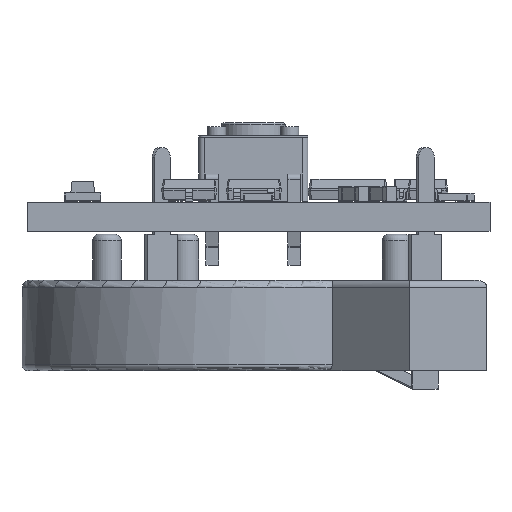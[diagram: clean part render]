
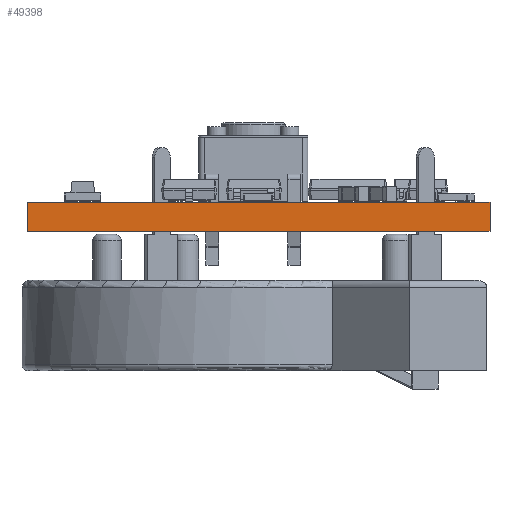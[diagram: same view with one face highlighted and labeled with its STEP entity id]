
A CAD part, left-side view. The second image highlights one B-rep face of the part: STEP entity #49398.
In plain terms, the highlighted planar face has unit normal (-1, 0, 0).
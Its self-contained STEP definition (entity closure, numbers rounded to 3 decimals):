
#49398 = ADVANCED_FACE('',(#49399),#49413,.T.);
#49399 = FACE_BOUND('',#49400,.T.);
#49400 = EDGE_LOOP('',(#49401,#49436,#49464,#49492));
#49401 = ORIENTED_EDGE('',*,*,#49402,.T.);
#49402 = EDGE_CURVE('',#49403,#49405,#49407,.T.);
#49403 = VERTEX_POINT('',#49404);
#49404 = CARTESIAN_POINT('',(127.,-101.6,0.));
#49405 = VERTEX_POINT('',#49406);
#49406 = CARTESIAN_POINT('',(127.,-101.6,1.6));
#49407 = SURFACE_CURVE('',#49408,(#49412,#49424),.PCURVE_S1.);
#49408 = LINE('',#49409,#49410);
#49409 = CARTESIAN_POINT('',(127.,-101.6,0.));
#49410 = VECTOR('',#49411,1.);
#49411 = DIRECTION('',(0.,0.,1.));
#49412 = PCURVE('',#49413,#49418);
#49413 = PLANE('',#49414);
#49414 = AXIS2_PLACEMENT_3D('',#49415,#49416,#49417);
#49415 = CARTESIAN_POINT('',(127.,-101.6,0.));
#49416 = DIRECTION('',(-1.,0.,0.));
#49417 = DIRECTION('',(0.,1.,0.));
#49418 = DEFINITIONAL_REPRESENTATION('',(#49419),#49423);
#49419 = LINE('',#49420,#49421);
#49420 = CARTESIAN_POINT('',(0.,0.));
#49421 = VECTOR('',#49422,1.);
#49422 = DIRECTION('',(0.,-1.));
#49423 = ( GEOMETRIC_REPRESENTATION_CONTEXT(2) 
PARAMETRIC_REPRESENTATION_CONTEXT() REPRESENTATION_CONTEXT('2D SPACE',''
  ) );
#49424 = PCURVE('',#49425,#49430);
#49425 = PLANE('',#49426);
#49426 = AXIS2_PLACEMENT_3D('',#49427,#49428,#49429);
#49427 = CARTESIAN_POINT('',(152.4,-101.6,0.));
#49428 = DIRECTION('',(0.,-1.,0.));
#49429 = DIRECTION('',(-1.,0.,0.));
#49430 = DEFINITIONAL_REPRESENTATION('',(#49431),#49435);
#49431 = LINE('',#49432,#49433);
#49432 = CARTESIAN_POINT('',(25.4,0.));
#49433 = VECTOR('',#49434,1.);
#49434 = DIRECTION('',(0.,-1.));
#49435 = ( GEOMETRIC_REPRESENTATION_CONTEXT(2) 
PARAMETRIC_REPRESENTATION_CONTEXT() REPRESENTATION_CONTEXT('2D SPACE',''
  ) );
#49436 = ORIENTED_EDGE('',*,*,#49437,.T.);
#49437 = EDGE_CURVE('',#49405,#49438,#49440,.T.);
#49438 = VERTEX_POINT('',#49439);
#49439 = CARTESIAN_POINT('',(127.,-76.2,1.6));
#49440 = SURFACE_CURVE('',#49441,(#49445,#49452),.PCURVE_S1.);
#49441 = LINE('',#49442,#49443);
#49442 = CARTESIAN_POINT('',(127.,-101.6,1.6));
#49443 = VECTOR('',#49444,1.);
#49444 = DIRECTION('',(0.,1.,0.));
#49445 = PCURVE('',#49413,#49446);
#49446 = DEFINITIONAL_REPRESENTATION('',(#49447),#49451);
#49447 = LINE('',#49448,#49449);
#49448 = CARTESIAN_POINT('',(0.,-1.6));
#49449 = VECTOR('',#49450,1.);
#49450 = DIRECTION('',(1.,0.));
#49451 = ( GEOMETRIC_REPRESENTATION_CONTEXT(2) 
PARAMETRIC_REPRESENTATION_CONTEXT() REPRESENTATION_CONTEXT('2D SPACE',''
  ) );
#49452 = PCURVE('',#49453,#49458);
#49453 = PLANE('',#49454);
#49454 = AXIS2_PLACEMENT_3D('',#49455,#49456,#49457);
#49455 = CARTESIAN_POINT('',(139.7,-88.9,1.6));
#49456 = DIRECTION('',(0.,0.,-1.));
#49457 = DIRECTION('',(-1.,0.,0.));
#49458 = DEFINITIONAL_REPRESENTATION('',(#49459),#49463);
#49459 = LINE('',#49460,#49461);
#49460 = CARTESIAN_POINT('',(12.7,-12.7));
#49461 = VECTOR('',#49462,1.);
#49462 = DIRECTION('',(0.,1.));
#49463 = ( GEOMETRIC_REPRESENTATION_CONTEXT(2) 
PARAMETRIC_REPRESENTATION_CONTEXT() REPRESENTATION_CONTEXT('2D SPACE',''
  ) );
#49464 = ORIENTED_EDGE('',*,*,#49465,.F.);
#49465 = EDGE_CURVE('',#49466,#49438,#49468,.T.);
#49466 = VERTEX_POINT('',#49467);
#49467 = CARTESIAN_POINT('',(127.,-76.2,0.));
#49468 = SURFACE_CURVE('',#49469,(#49473,#49480),.PCURVE_S1.);
#49469 = LINE('',#49470,#49471);
#49470 = CARTESIAN_POINT('',(127.,-76.2,0.));
#49471 = VECTOR('',#49472,1.);
#49472 = DIRECTION('',(0.,0.,1.));
#49473 = PCURVE('',#49413,#49474);
#49474 = DEFINITIONAL_REPRESENTATION('',(#49475),#49479);
#49475 = LINE('',#49476,#49477);
#49476 = CARTESIAN_POINT('',(25.4,0.));
#49477 = VECTOR('',#49478,1.);
#49478 = DIRECTION('',(0.,-1.));
#49479 = ( GEOMETRIC_REPRESENTATION_CONTEXT(2) 
PARAMETRIC_REPRESENTATION_CONTEXT() REPRESENTATION_CONTEXT('2D SPACE',''
  ) );
#49480 = PCURVE('',#49481,#49486);
#49481 = PLANE('',#49482);
#49482 = AXIS2_PLACEMENT_3D('',#49483,#49484,#49485);
#49483 = CARTESIAN_POINT('',(127.,-76.2,0.));
#49484 = DIRECTION('',(0.,1.,0.));
#49485 = DIRECTION('',(1.,0.,0.));
#49486 = DEFINITIONAL_REPRESENTATION('',(#49487),#49491);
#49487 = LINE('',#49488,#49489);
#49488 = CARTESIAN_POINT('',(0.,0.));
#49489 = VECTOR('',#49490,1.);
#49490 = DIRECTION('',(0.,-1.));
#49491 = ( GEOMETRIC_REPRESENTATION_CONTEXT(2) 
PARAMETRIC_REPRESENTATION_CONTEXT() REPRESENTATION_CONTEXT('2D SPACE',''
  ) );
#49492 = ORIENTED_EDGE('',*,*,#49493,.F.);
#49493 = EDGE_CURVE('',#49403,#49466,#49494,.T.);
#49494 = SURFACE_CURVE('',#49495,(#49499,#49506),.PCURVE_S1.);
#49495 = LINE('',#49496,#49497);
#49496 = CARTESIAN_POINT('',(127.,-101.6,0.));
#49497 = VECTOR('',#49498,1.);
#49498 = DIRECTION('',(0.,1.,0.));
#49499 = PCURVE('',#49413,#49500);
#49500 = DEFINITIONAL_REPRESENTATION('',(#49501),#49505);
#49501 = LINE('',#49502,#49503);
#49502 = CARTESIAN_POINT('',(0.,0.));
#49503 = VECTOR('',#49504,1.);
#49504 = DIRECTION('',(1.,0.));
#49505 = ( GEOMETRIC_REPRESENTATION_CONTEXT(2) 
PARAMETRIC_REPRESENTATION_CONTEXT() REPRESENTATION_CONTEXT('2D SPACE',''
  ) );
#49506 = PCURVE('',#49507,#49512);
#49507 = PLANE('',#49508);
#49508 = AXIS2_PLACEMENT_3D('',#49509,#49510,#49511);
#49509 = CARTESIAN_POINT('',(139.7,-88.9,0.));
#49510 = DIRECTION('',(0.,0.,-1.));
#49511 = DIRECTION('',(-1.,0.,0.));
#49512 = DEFINITIONAL_REPRESENTATION('',(#49513),#49517);
#49513 = LINE('',#49514,#49515);
#49514 = CARTESIAN_POINT('',(12.7,-12.7));
#49515 = VECTOR('',#49516,1.);
#49516 = DIRECTION('',(0.,1.));
#49517 = ( GEOMETRIC_REPRESENTATION_CONTEXT(2) 
PARAMETRIC_REPRESENTATION_CONTEXT() REPRESENTATION_CONTEXT('2D SPACE',''
  ) );
